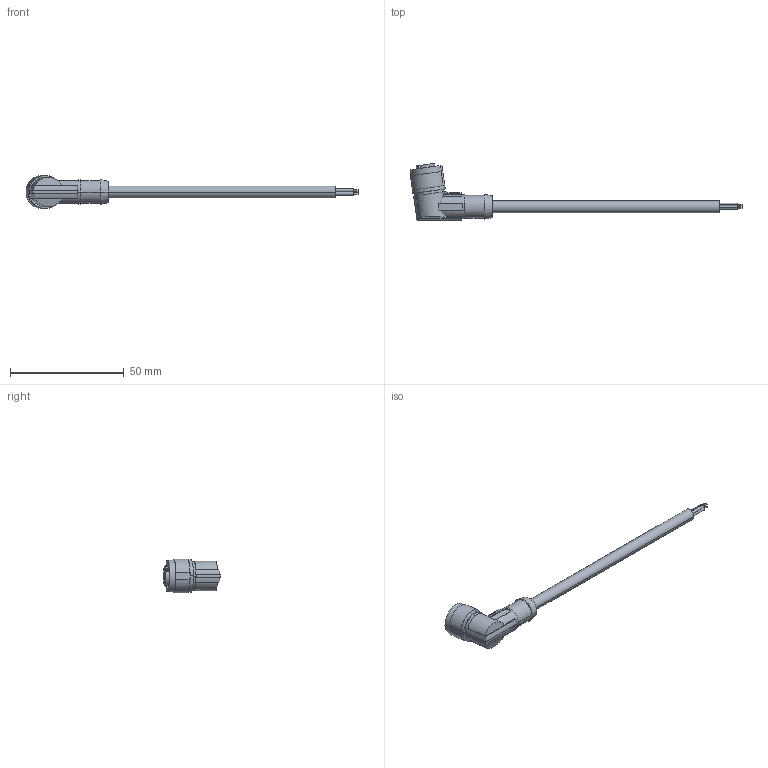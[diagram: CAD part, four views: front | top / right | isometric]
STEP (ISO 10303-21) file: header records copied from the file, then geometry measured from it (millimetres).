
FILE_DESCRIPTION(('SolidDesigner STEP Export'),'2;1');
FILE_NAME('1406327_SAC_3P_2.0_542_FR_SCO_BK-select.stp','2013-09-16T16:02:47',(''),(''),'Creo Elements/Direct Modeling STEP processor for AP214 (Solid Model)','Creo Elements/Direct Modeling 18.1B 29-Sep-2012 (C) Parametric Technology GmbH','');
FILE_SCHEMA(('AUTOMOTIVE_DESIGN { 1 0 10303 214 1 1 1 1 }'));
Length unit declared in the file: millimetre
Products named in the file (1): 1406327_SAC_3P_2.0_542_FR_SCO_BK-select
Bounding box: 146.25 x 25.18 x 14.79 mm (x, y, z)
Volume: 6963.4 mm3; surface area: 4525 mm2
Topology: 1 solids, 1 shells, 131 faces, 322 edges, 211 vertices
Faces by surface type: plane 61, cylinder 60, cone 10
Entity records: 5547 total; most frequent: CARTESIAN_POINT 1457, ORIENTED_EDGE 644, DIRECTION 601, EDGE_CURVE 322, AXIS2_PLACEMENT_3D 217, VERTEX_POINT 211, VECTOR 167, LINE 167
